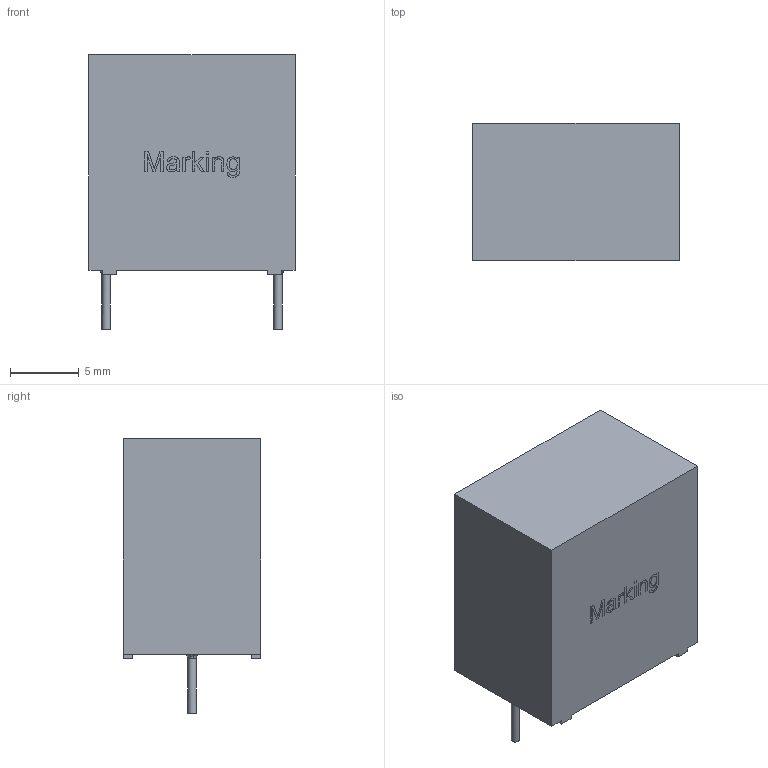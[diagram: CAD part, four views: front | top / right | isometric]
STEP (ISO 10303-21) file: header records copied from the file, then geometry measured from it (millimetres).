
FILE_DESCRIPTION(/* description */ ('Unknown'),/* implementation_level */ '2;1');
FILE_NAME(/* name */ '12,5x15x10x16',/* time_stamp */ '2022-04-11T15:36:41+08:00',/* author */ ('Unknown'),/* organization */ ('Unknown'),/* preprocessor_version */ 'ST-DEVELOPER v16.7',/* originating_system */ 'Solid Edge',/* authorisation */ 'Unknown');
FILE_SCHEMA (('AUTOMOTIVE_DESIGN {1 0 10303 214 3 1 1}'));
Length unit declared in the file: millimetre
Products named in the file (3): 12,5x15x10x16; Body; Shell
Assembly tree (2 placements, depth 2):
  12,5x15x10x16
    Body
    Shell
Bounding box: 15 x 10 x 20 mm (x, y, z)
Volume: 2358.3 mm3; surface area: 2670.9 mm2
Topology: 2 solids, 2 shells, 112 faces, 290 edges, 192 vertices
Faces by surface type: plane 90, bspline 18, cylinder 2, torus 2
Full cylindrical faces by diameter (mm): 0.6 x2
Entity records: 4813 total; most frequent: CARTESIAN_POINT 1452, ORIENTED_EDGE 570, DIRECTION 409, EDGE_CURVE 285, LINE 195, VECTOR 195, VERTEX_POINT 190, EDGE_LOOP 125
